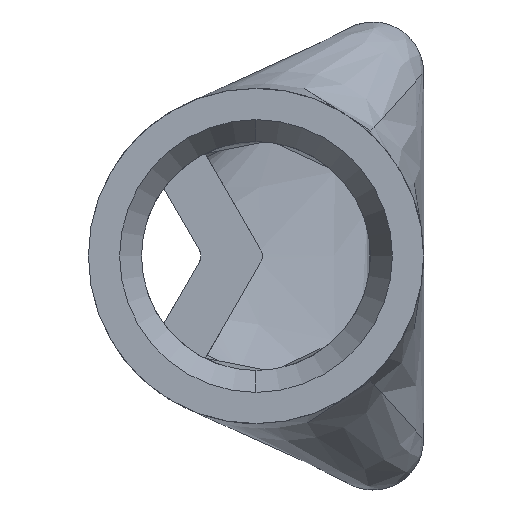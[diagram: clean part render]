
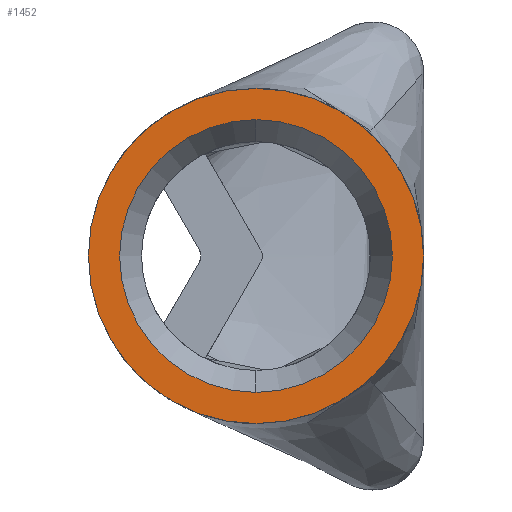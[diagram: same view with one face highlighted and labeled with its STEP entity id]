
A CAD part, left-side view. The second image highlights one B-rep face of the part: STEP entity #1452.
In plain terms, the highlighted planar face has unit normal (-1, 0, 0).
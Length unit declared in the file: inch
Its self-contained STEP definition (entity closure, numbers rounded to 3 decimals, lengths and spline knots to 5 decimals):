
#10 = VERTEX_POINT ( 'NONE', #1649 ) ;
#121 = DIRECTION ( 'NONE',  ( -1., 0., 0. ) ) ;
#137 = PLANE ( 'NONE',  #1558 ) ;
#168 = AXIS2_PLACEMENT_3D ( 'NONE', #671, #1485, #423 ) ;
#175 = VERTEX_POINT ( 'NONE', #1480 ) ;
#216 = CARTESIAN_POINT ( 'NONE',  ( 0., 0.1325, -0.1325 ) ) ;
#239 = FACE_BOUND ( 'NONE', #385, .T. ) ;
#247 = CARTESIAN_POINT ( 'NONE',  ( 0., 0.1325, 0. ) ) ;
#255 = DIRECTION ( 'NONE',  ( 0., 0., 1. ) ) ;
#268 = DIRECTION ( 'NONE',  ( 0., 0., 1. ) ) ;
#333 = EDGE_CURVE ( 'NONE', #1443, #175, #390, .T. ) ;
#337 = CIRCLE ( 'NONE', #1645, 0.10782 ) ;
#354 = ORIENTED_EDGE ( 'NONE', *, *, #1622, .F. ) ;
#385 = EDGE_LOOP ( 'NONE', ( #1582, #933 ) ) ;
#390 = CIRCLE ( 'NONE', #1498, 0.10782 ) ;
#423 = DIRECTION ( 'NONE',  ( 0., 0., 1. ) ) ;
#484 = DIRECTION ( 'NONE',  ( 1., 0., 0. ) ) ;
#509 = DIRECTION ( 'NONE',  ( 0., 0., 1. ) ) ;
#634 = CARTESIAN_POINT ( 'NONE',  ( 0., 0., 0. ) ) ;
#671 = CARTESIAN_POINT ( 'NONE',  ( 0., 0.1325, 0. ) ) ;
#704 = DIRECTION ( 'NONE',  ( 0., 0., 1. ) ) ;
#774 = CIRCLE ( 'NONE', #799, 0.1325 ) ;
#793 = EDGE_LOOP ( 'NONE', ( #354, #975 ) ) ;
#799 = AXIS2_PLACEMENT_3D ( 'NONE', #247, #1444, #509 ) ;
#933 = ORIENTED_EDGE ( 'NONE', *, *, #333, .T. ) ;
#975 = ORIENTED_EDGE ( 'NONE', *, *, #1469, .F. ) ;
#1026 = CIRCLE ( 'NONE', #168, 0.1325 ) ;
#1070 = EDGE_CURVE ( 'NONE', #175, #1443, #337, .T. ) ;
#1140 = VERTEX_POINT ( 'NONE', #216 ) ;
#1192 = FACE_OUTER_BOUND ( 'NONE', #793, .T. ) ;
#1236 = CARTESIAN_POINT ( 'NONE',  ( 0., 0.1325, 0. ) ) ;
#1317 = CARTESIAN_POINT ( 'NONE',  ( 0., 0.1325, -0.10782 ) ) ;
#1357 = DIRECTION ( 'NONE',  ( 1., 0., 0. ) ) ;
#1443 = VERTEX_POINT ( 'NONE', #1317 ) ;
#1444 = DIRECTION ( 'NONE',  ( 1., 0., 0. ) ) ;
#1452 = ADVANCED_FACE ( 'NONE', ( #1192, #239 ), #137, .T. ) ;
#1469 = EDGE_CURVE ( 'NONE', #1140, #10, #774, .T. ) ;
#1480 = CARTESIAN_POINT ( 'NONE',  ( 0., 0.1325, 0.10782 ) ) ;
#1485 = DIRECTION ( 'NONE',  ( 1., 0., 0. ) ) ;
#1498 = AXIS2_PLACEMENT_3D ( 'NONE', #1614, #1357, #268 ) ;
#1558 = AXIS2_PLACEMENT_3D ( 'NONE', #634, #121, #255 ) ;
#1582 = ORIENTED_EDGE ( 'NONE', *, *, #1070, .T. ) ;
#1614 = CARTESIAN_POINT ( 'NONE',  ( 0., 0.1325, 0. ) ) ;
#1622 = EDGE_CURVE ( 'NONE', #10, #1140, #1026, .T. ) ;
#1645 = AXIS2_PLACEMENT_3D ( 'NONE', #1236, #484, #704 ) ;
#1649 = CARTESIAN_POINT ( 'NONE',  ( 0., 0.1325, 0.1325 ) ) ;
